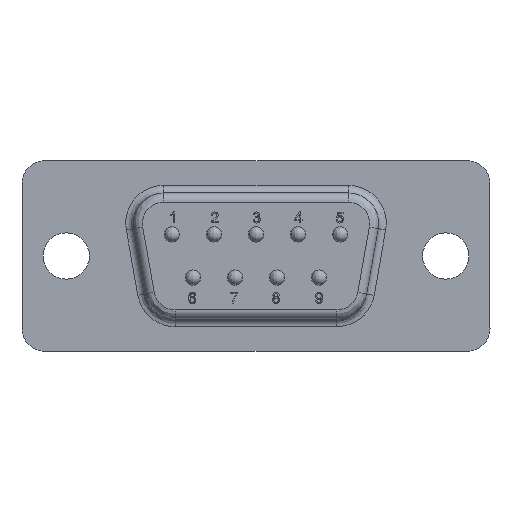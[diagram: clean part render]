
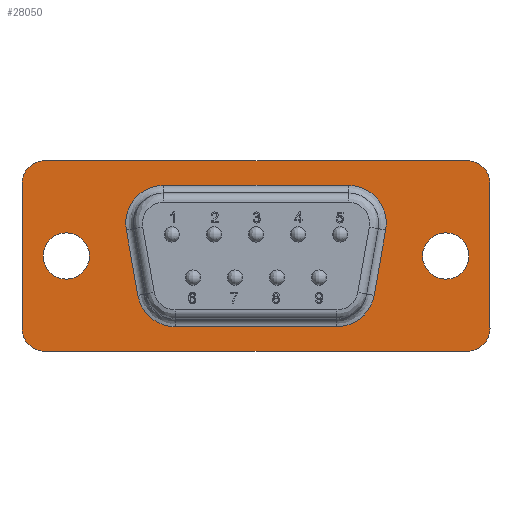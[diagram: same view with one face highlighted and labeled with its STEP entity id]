
A CAD part, front view. The second image highlights one B-rep face of the part: STEP entity #28050.
In plain terms, the highlighted planar face has unit normal (0, -1, 0).
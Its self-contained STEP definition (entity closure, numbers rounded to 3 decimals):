
#27971 = VERTEX_POINT('',#27972);
#27972 = CARTESIAN_POINT('',(12.495,0.,7.8));
#27990 = VERTEX_POINT('',#27991);
#27991 = CARTESIAN_POINT('',(12.495,0.,4.75));
#27997 = EDGE_CURVE('',#27971,#27990,#27998,.T.);
#27998 = CIRCLE('',#27999,1.525);
#27999 = AXIS2_PLACEMENT_3D('',#28000,#28001,#28002);
#28000 = CARTESIAN_POINT('',(12.495,0.,6.275));
#28001 = DIRECTION('',(0.,-1.,0.));
#28002 = DIRECTION('',(0.,0.,1.));
#28013 = VERTEX_POINT('',#28014);
#28014 = CARTESIAN_POINT('',(-12.495,0.,7.8));
#28032 = VERTEX_POINT('',#28033);
#28033 = CARTESIAN_POINT('',(-12.495,0.,4.75));
#28039 = EDGE_CURVE('',#28013,#28032,#28040,.T.);
#28040 = CIRCLE('',#28041,1.525);
#28041 = AXIS2_PLACEMENT_3D('',#28042,#28043,#28044);
#28042 = CARTESIAN_POINT('',(-12.495,0.,6.275));
#28043 = DIRECTION('',(0.,-1.,0.));
#28044 = DIRECTION('',(0.,0.,1.));
#28050 = ADVANCED_FACE('',(#28051,#28121,#28131,#28141),#28211,.F.);
#28051 = FACE_BOUND('',#28052,.T.);
#28052 = EDGE_LOOP('',(#28053,#28064,#28072,#28081,#28089,#28098,#28106,
    #28115));
#28053 = ORIENTED_EDGE('',*,*,#28054,.F.);
#28054 = EDGE_CURVE('',#28055,#28057,#28059,.T.);
#28055 = VERTEX_POINT('',#28056);
#28056 = CARTESIAN_POINT('',(5.318,0.,1.625));
#28057 = VERTEX_POINT('',#28058);
#28058 = CARTESIAN_POINT('',(7.78,0.,3.691));
#28059 = ( BOUNDED_CURVE() B_SPLINE_CURVE(3,(#28060,#28061,#28062,#28063
),.UNSPECIFIED.,.F.,.F.) B_SPLINE_CURVE_WITH_KNOTS((4,4),(0.,1.),
.PIECEWISE_BEZIER_KNOTS.) CURVE() GEOMETRIC_REPRESENTATION_ITEM() 
RATIONAL_B_SPLINE_CURVE((1.,0.844,0.844,1.)) 
REPRESENTATION_ITEM('') );
#28060 = CARTESIAN_POINT('',(5.318,0.,1.625));
#28061 = CARTESIAN_POINT('',(6.588,0.,1.625));
#28062 = CARTESIAN_POINT('',(7.56,0.,2.441));
#28063 = CARTESIAN_POINT('',(7.78,0.,3.691));
#28064 = ORIENTED_EDGE('',*,*,#28065,.F.);
#28065 = EDGE_CURVE('',#28066,#28055,#28068,.T.);
#28066 = VERTEX_POINT('',#28067);
#28067 = CARTESIAN_POINT('',(-5.318,0.,1.625));
#28068 = LINE('',#28069,#28070);
#28069 = CARTESIAN_POINT('',(0.,0.,1.625));
#28070 = VECTOR('',#28071,1.);
#28071 = DIRECTION('',(1.,0.,0.));
#28072 = ORIENTED_EDGE('',*,*,#28073,.F.);
#28073 = EDGE_CURVE('',#28074,#28066,#28076,.T.);
#28074 = VERTEX_POINT('',#28075);
#28075 = CARTESIAN_POINT('',(-7.78,0.,3.691));
#28076 = ( BOUNDED_CURVE() B_SPLINE_CURVE(3,(#28077,#28078,#28079,#28080
),.UNSPECIFIED.,.F.,.F.) B_SPLINE_CURVE_WITH_KNOTS((4,4),(0.,1.),
.PIECEWISE_BEZIER_KNOTS.) CURVE() GEOMETRIC_REPRESENTATION_ITEM() 
RATIONAL_B_SPLINE_CURVE((1.,0.844,0.844,1.)) 
REPRESENTATION_ITEM('') );
#28077 = CARTESIAN_POINT('',(-7.78,0.,3.691));
#28078 = CARTESIAN_POINT('',(-7.56,0.,2.441));
#28079 = CARTESIAN_POINT('',(-6.588,0.,1.625));
#28080 = CARTESIAN_POINT('',(-5.318,0.,1.625));
#28081 = ORIENTED_EDGE('',*,*,#28082,.F.);
#28082 = EDGE_CURVE('',#28083,#28074,#28085,.T.);
#28083 = VERTEX_POINT('',#28084);
#28084 = CARTESIAN_POINT('',(-8.539,0.,7.991));
#28085 = LINE('',#28086,#28087);
#28086 = CARTESIAN_POINT('',(-8.539,0.,7.991));
#28087 = VECTOR('',#28088,1.);
#28088 = DIRECTION('',(0.174,0.,-0.985));
#28089 = ORIENTED_EDGE('',*,*,#28090,.F.);
#28090 = EDGE_CURVE('',#28091,#28083,#28093,.T.);
#28091 = VERTEX_POINT('',#28092);
#28092 = CARTESIAN_POINT('',(-6.076,0.,10.925));
#28093 = ( BOUNDED_CURVE() B_SPLINE_CURVE(3,(#28094,#28095,#28096,#28097
),.UNSPECIFIED.,.F.,.F.) B_SPLINE_CURVE_WITH_KNOTS((4,4),(0.,1.),
.PIECEWISE_BEZIER_KNOTS.) CURVE() GEOMETRIC_REPRESENTATION_ITEM() 
RATIONAL_B_SPLINE_CURVE((1.,0.762,0.762,1.)) 
REPRESENTATION_ITEM('') );
#28094 = CARTESIAN_POINT('',(-6.076,0.,10.925));
#28095 = CARTESIAN_POINT('',(-7.752,0.,10.925));
#28096 = CARTESIAN_POINT('',(-8.83,0.,9.641));
#28097 = CARTESIAN_POINT('',(-8.539,0.,7.991));
#28098 = ORIENTED_EDGE('',*,*,#28099,.F.);
#28099 = EDGE_CURVE('',#28100,#28091,#28102,.T.);
#28100 = VERTEX_POINT('',#28101);
#28101 = CARTESIAN_POINT('',(6.076,0.,10.925));
#28102 = LINE('',#28103,#28104);
#28103 = CARTESIAN_POINT('',(0.,0.,10.925));
#28104 = VECTOR('',#28105,1.);
#28105 = DIRECTION('',(-1.,0.,0.));
#28106 = ORIENTED_EDGE('',*,*,#28107,.F.);
#28107 = EDGE_CURVE('',#28108,#28100,#28110,.T.);
#28108 = VERTEX_POINT('',#28109);
#28109 = CARTESIAN_POINT('',(8.539,0.,7.991));
#28110 = ( BOUNDED_CURVE() B_SPLINE_CURVE(3,(#28111,#28112,#28113,#28114
),.UNSPECIFIED.,.F.,.F.) B_SPLINE_CURVE_WITH_KNOTS((4,4),(0.,1.),
.PIECEWISE_BEZIER_KNOTS.) CURVE() GEOMETRIC_REPRESENTATION_ITEM() 
RATIONAL_B_SPLINE_CURVE((1.,0.762,0.762,1.)) 
REPRESENTATION_ITEM('') );
#28111 = CARTESIAN_POINT('',(8.539,0.,7.991));
#28112 = CARTESIAN_POINT('',(8.83,0.,9.641));
#28113 = CARTESIAN_POINT('',(7.752,0.,10.925));
#28114 = CARTESIAN_POINT('',(6.076,0.,10.925));
#28115 = ORIENTED_EDGE('',*,*,#28116,.F.);
#28116 = EDGE_CURVE('',#28057,#28108,#28117,.T.);
#28117 = LINE('',#28118,#28119);
#28118 = CARTESIAN_POINT('',(7.78,0.,3.691));
#28119 = VECTOR('',#28120,1.);
#28120 = DIRECTION('',(0.174,0.,0.985));
#28121 = FACE_BOUND('',#28122,.T.);
#28122 = EDGE_LOOP('',(#28123,#28124));
#28123 = ORIENTED_EDGE('',*,*,#27997,.F.);
#28124 = ORIENTED_EDGE('',*,*,#28125,.F.);
#28125 = EDGE_CURVE('',#27990,#27971,#28126,.T.);
#28126 = CIRCLE('',#28127,1.525);
#28127 = AXIS2_PLACEMENT_3D('',#28128,#28129,#28130);
#28128 = CARTESIAN_POINT('',(12.495,0.,6.275));
#28129 = DIRECTION('',(0.,-1.,0.));
#28130 = DIRECTION('',(0.,0.,1.));
#28131 = FACE_BOUND('',#28132,.T.);
#28132 = EDGE_LOOP('',(#28133,#28134));
#28133 = ORIENTED_EDGE('',*,*,#28039,.F.);
#28134 = ORIENTED_EDGE('',*,*,#28135,.F.);
#28135 = EDGE_CURVE('',#28032,#28013,#28136,.T.);
#28136 = CIRCLE('',#28137,1.525);
#28137 = AXIS2_PLACEMENT_3D('',#28138,#28139,#28140);
#28138 = CARTESIAN_POINT('',(-12.495,0.,6.275));
#28139 = DIRECTION('',(0.,-1.,0.));
#28140 = DIRECTION('',(0.,0.,1.));
#28141 = FACE_BOUND('',#28142,.T.);
#28142 = EDGE_LOOP('',(#28143,#28153,#28162,#28170,#28179,#28187,#28196,
    #28204));
#28143 = ORIENTED_EDGE('',*,*,#28144,.F.);
#28144 = EDGE_CURVE('',#28145,#28147,#28149,.T.);
#28145 = VERTEX_POINT('',#28146);
#28146 = CARTESIAN_POINT('',(-13.905,0.,12.55));
#28147 = VERTEX_POINT('',#28148);
#28148 = CARTESIAN_POINT('',(13.905,0.,12.55));
#28149 = LINE('',#28150,#28151);
#28150 = CARTESIAN_POINT('',(0.,0.,12.55));
#28151 = VECTOR('',#28152,1.);
#28152 = DIRECTION('',(1.,0.,0.));
#28153 = ORIENTED_EDGE('',*,*,#28154,.F.);
#28154 = EDGE_CURVE('',#28155,#28145,#28157,.T.);
#28155 = VERTEX_POINT('',#28156);
#28156 = CARTESIAN_POINT('',(-15.405,0.,11.05));
#28157 = CIRCLE('',#28158,1.5);
#28158 = AXIS2_PLACEMENT_3D('',#28159,#28160,#28161);
#28159 = CARTESIAN_POINT('',(-13.905,0.,11.05));
#28160 = DIRECTION('',(0.,1.,0.));
#28161 = DIRECTION('',(0.,0.,1.));
#28162 = ORIENTED_EDGE('',*,*,#28163,.F.);
#28163 = EDGE_CURVE('',#28164,#28155,#28166,.T.);
#28164 = VERTEX_POINT('',#28165);
#28165 = CARTESIAN_POINT('',(-15.405,0.,1.5));
#28166 = LINE('',#28167,#28168);
#28167 = CARTESIAN_POINT('',(-15.405,0.,6.275));
#28168 = VECTOR('',#28169,1.);
#28169 = DIRECTION('',(0.,0.,1.));
#28170 = ORIENTED_EDGE('',*,*,#28171,.F.);
#28171 = EDGE_CURVE('',#28172,#28164,#28174,.T.);
#28172 = VERTEX_POINT('',#28173);
#28173 = CARTESIAN_POINT('',(-13.905,0.,0.));
#28174 = CIRCLE('',#28175,1.5);
#28175 = AXIS2_PLACEMENT_3D('',#28176,#28177,#28178);
#28176 = CARTESIAN_POINT('',(-13.905,0.,1.5));
#28177 = DIRECTION('',(0.,1.,0.));
#28178 = DIRECTION('',(0.,0.,1.));
#28179 = ORIENTED_EDGE('',*,*,#28180,.F.);
#28180 = EDGE_CURVE('',#28181,#28172,#28183,.T.);
#28181 = VERTEX_POINT('',#28182);
#28182 = CARTESIAN_POINT('',(13.905,0.,0.));
#28183 = LINE('',#28184,#28185);
#28184 = CARTESIAN_POINT('',(0.,0.,0.));
#28185 = VECTOR('',#28186,1.);
#28186 = DIRECTION('',(-1.,0.,0.));
#28187 = ORIENTED_EDGE('',*,*,#28188,.F.);
#28188 = EDGE_CURVE('',#28189,#28181,#28191,.T.);
#28189 = VERTEX_POINT('',#28190);
#28190 = CARTESIAN_POINT('',(15.405,0.,1.5));
#28191 = CIRCLE('',#28192,1.5);
#28192 = AXIS2_PLACEMENT_3D('',#28193,#28194,#28195);
#28193 = CARTESIAN_POINT('',(13.905,0.,1.5));
#28194 = DIRECTION('',(0.,1.,0.));
#28195 = DIRECTION('',(0.,0.,1.));
#28196 = ORIENTED_EDGE('',*,*,#28197,.F.);
#28197 = EDGE_CURVE('',#28198,#28189,#28200,.T.);
#28198 = VERTEX_POINT('',#28199);
#28199 = CARTESIAN_POINT('',(15.405,0.,11.05));
#28200 = LINE('',#28201,#28202);
#28201 = CARTESIAN_POINT('',(15.405,0.,6.275));
#28202 = VECTOR('',#28203,1.);
#28203 = DIRECTION('',(0.,0.,-1.));
#28204 = ORIENTED_EDGE('',*,*,#28205,.F.);
#28205 = EDGE_CURVE('',#28147,#28198,#28206,.T.);
#28206 = CIRCLE('',#28207,1.5);
#28207 = AXIS2_PLACEMENT_3D('',#28208,#28209,#28210);
#28208 = CARTESIAN_POINT('',(13.905,0.,11.05));
#28209 = DIRECTION('',(0.,1.,0.));
#28210 = DIRECTION('',(0.,0.,1.));
#28211 = PLANE('',#28212);
#28212 = AXIS2_PLACEMENT_3D('',#28213,#28214,#28215);
#28213 = CARTESIAN_POINT('',(0.,0.,6.275));
#28214 = DIRECTION('',(0.,1.,0.));
#28215 = DIRECTION('',(0.,0.,1.));
